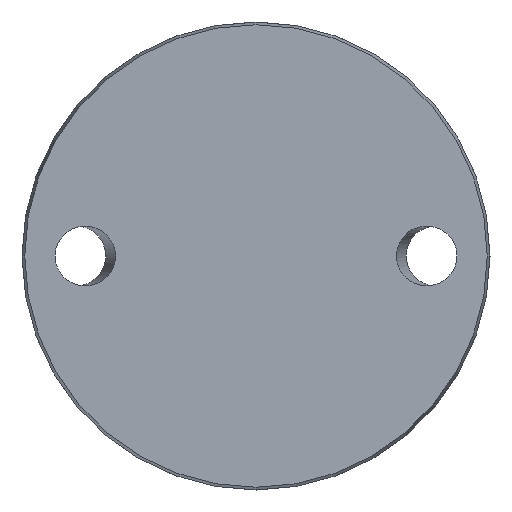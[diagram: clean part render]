
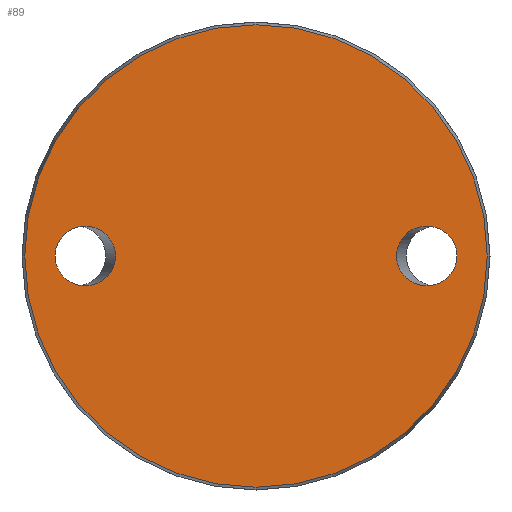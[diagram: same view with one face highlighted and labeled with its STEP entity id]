
A CAD part, front view. The second image highlights one B-rep face of the part: STEP entity #89.
In plain terms, the highlighted planar face has unit normal (0, -1, 0).
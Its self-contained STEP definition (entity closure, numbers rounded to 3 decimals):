
#3 = CARTESIAN_POINT ( 'NONE',  ( -48.425, 0., 0. ) ) ;
#13 = CARTESIAN_POINT ( 'NONE',  ( 0., 0., -48.425 ) ) ;
#20 = EDGE_LOOP ( 'NONE', ( #634 ) ) ;
#25 = EDGE_CURVE ( 'NONE', #631, #631, #520, .T. ) ;
#42 = EDGE_LOOP ( 'NONE', ( #393 ) ) ;
#62 =( BOUNDED_CURVE ( )  B_SPLINE_CURVE ( 3, ( #472, #180, #413, #122, #353, #593, #780 ),
 .UNSPECIFIED., .T., .T. ) 
 B_SPLINE_CURVE_WITH_KNOTS ( ( 4, 3, 4 ),
 ( 0., 3.142, 6.283 ),
 .UNSPECIFIED. ) 
 CURVE ( )  GEOMETRIC_REPRESENTATION_ITEM ( )  RATIONAL_B_SPLINE_CURVE ( ( 1., 0.333, 0.333, 1., 0.333, 0.333, 1. ) ) 
 REPRESENTATION_ITEM ( '' )  );
#89 = ADVANCED_FACE ( 'NONE', ( #358, #365, #306 ), #132, .F. ) ;
#122 = CARTESIAN_POINT ( 'NONE',  ( 29.413, 0., 0. ) ) ;
#132 = PLANE ( 'NONE',  #203 ) ;
#140 = CARTESIAN_POINT ( 'NONE',  ( 42.087, 0., 0. ) ) ;
#147 = EDGE_CURVE ( 'NONE', #441, #441, #62, .T. ) ;
#151 = CARTESIAN_POINT ( 'NONE',  ( -42.087, 0., 0. ) ) ;
#180 = CARTESIAN_POINT ( 'NONE',  ( 42.087, 0., -12.5 ) ) ;
#203 = AXIS2_PLACEMENT_3D ( 'NONE', #3, #361, #416 ) ;
#251 = AXIS2_PLACEMENT_3D ( 'NONE', #344, #468, #354 ) ;
#276 = EDGE_CURVE ( 'NONE', #568, #568, #477, .T. ) ;
#306 = FACE_OUTER_BOUND ( 'NONE', #20, .T. ) ;
#318 = EDGE_LOOP ( 'NONE', ( #381 ) ) ;
#344 = CARTESIAN_POINT ( 'NONE',  ( 0., 0., 0. ) ) ;
#353 = CARTESIAN_POINT ( 'NONE',  ( 29.413, 0., 12.5 ) ) ;
#354 = DIRECTION ( 'NONE',  ( 0., 0., -1. ) ) ;
#358 = FACE_BOUND ( 'NONE', #318, .T. ) ;
#361 = DIRECTION ( 'NONE',  ( 0., 1., 0. ) ) ;
#365 = FACE_BOUND ( 'NONE', #42, .T. ) ;
#381 = ORIENTED_EDGE ( 'NONE', *, *, #25, .T. ) ;
#393 = ORIENTED_EDGE ( 'NONE', *, *, #147, .T. ) ;
#413 = CARTESIAN_POINT ( 'NONE',  ( 29.413, 0., -12.5 ) ) ;
#416 = DIRECTION ( 'NONE',  ( 0., 0., 1. ) ) ;
#426 = CARTESIAN_POINT ( 'NONE',  ( -29.413, 0., 0. ) ) ;
#441 = VERTEX_POINT ( 'NONE', #140 ) ;
#468 = DIRECTION ( 'NONE',  ( 0., -1., 0. ) ) ;
#472 = CARTESIAN_POINT ( 'NONE',  ( 42.087, 0., 0. ) ) ;
#477 = CIRCLE ( 'NONE', #251, 48.425 ) ;
#484 = CARTESIAN_POINT ( 'NONE',  ( -42.087, 0., 0. ) ) ;
#520 =( BOUNDED_CURVE ( )  B_SPLINE_CURVE ( 3, ( #541, #655, #778, #426, #730, #672, #484 ),
 .UNSPECIFIED., .T., .T. ) 
 B_SPLINE_CURVE_WITH_KNOTS ( ( 4, 3, 4 ),
 ( 0., 3.142, 6.283 ),
 .UNSPECIFIED. ) 
 CURVE ( )  GEOMETRIC_REPRESENTATION_ITEM ( )  RATIONAL_B_SPLINE_CURVE ( ( 1., 0.333, 0.333, 1., 0.333, 0.333, 1. ) ) 
 REPRESENTATION_ITEM ( '' )  );
#541 = CARTESIAN_POINT ( 'NONE',  ( -42.087, 0., 0. ) ) ;
#568 = VERTEX_POINT ( 'NONE', #13 ) ;
#593 = CARTESIAN_POINT ( 'NONE',  ( 42.087, 0., 12.5 ) ) ;
#631 = VERTEX_POINT ( 'NONE', #151 ) ;
#634 = ORIENTED_EDGE ( 'NONE', *, *, #276, .T. ) ;
#655 = CARTESIAN_POINT ( 'NONE',  ( -42.087, 0., 12.5 ) ) ;
#672 = CARTESIAN_POINT ( 'NONE',  ( -42.087, 0., -12.5 ) ) ;
#730 = CARTESIAN_POINT ( 'NONE',  ( -29.413, 0., -12.5 ) ) ;
#778 = CARTESIAN_POINT ( 'NONE',  ( -29.413, 0., 12.5 ) ) ;
#780 = CARTESIAN_POINT ( 'NONE',  ( 42.087, 0., 0. ) ) ;
